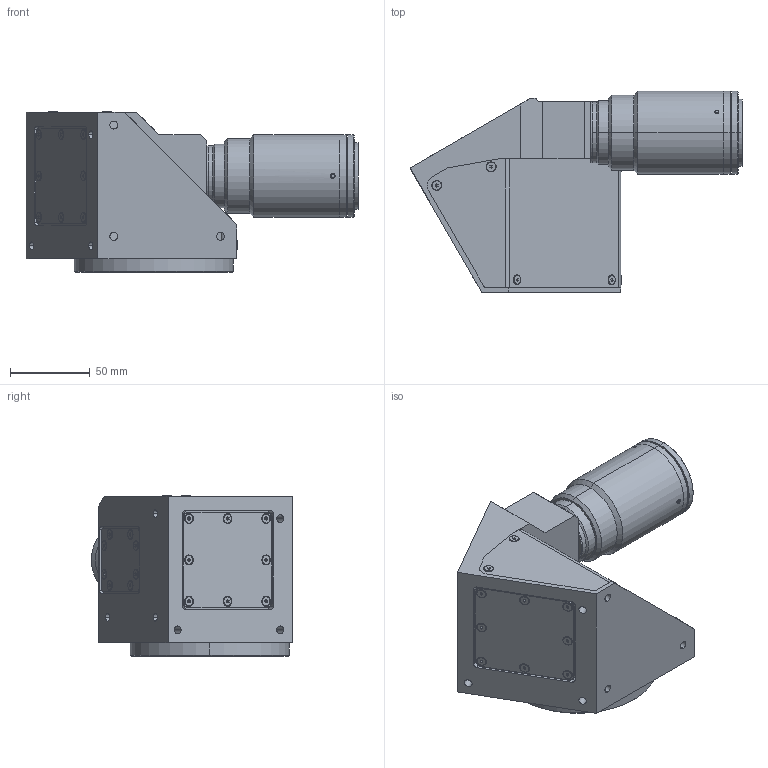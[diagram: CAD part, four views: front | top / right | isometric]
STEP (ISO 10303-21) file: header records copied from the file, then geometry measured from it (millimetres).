
FILE_DESCRIPTION (( 'STEP AP203' ), '1' );
FILE_NAME ('DP24020-C_TCCR4M064-E.step', '2022-02-18T10:37:21', ( '' ), ( '' ), 'SwSTEP 2.0', 'SolidWorks 2021', '' );
FILE_SCHEMA (( 'CONFIG_CONTROL_DESIGN' ));
Length unit declared in the file: millimetre
Products named in the file (1): DP24020-C_TCCR4M064-E
Bounding box: 208.68 x 126.5 x 100.82 mm (x, y, z)
Surface area: 105268.7 mm2 (no closed solid volume)
Topology: 0 solids, 59 shells, 410 faces, 1331 edges, 932 vertices
Faces by surface type: plane 184, cylinder 118, cone 106, sphere 2
Entity records: 14535 total; most frequent: CARTESIAN_POINT 2870, DIRECTION 2553, ORIENTED_EDGE 1957, EDGE_CURVE 1287, VERTEX_POINT 932, AXIS2_PLACEMENT_3D 871, LINE 811, VECTOR 811
